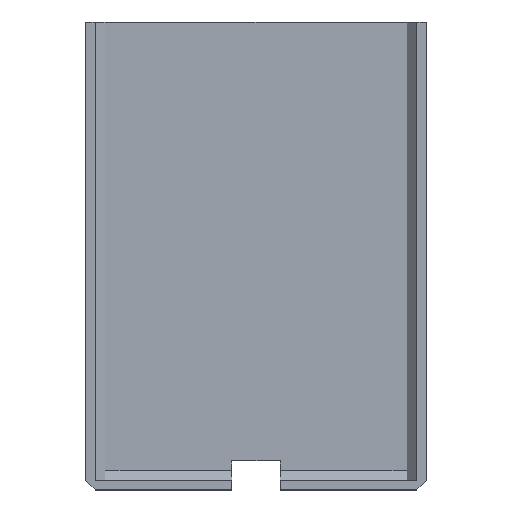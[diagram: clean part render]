
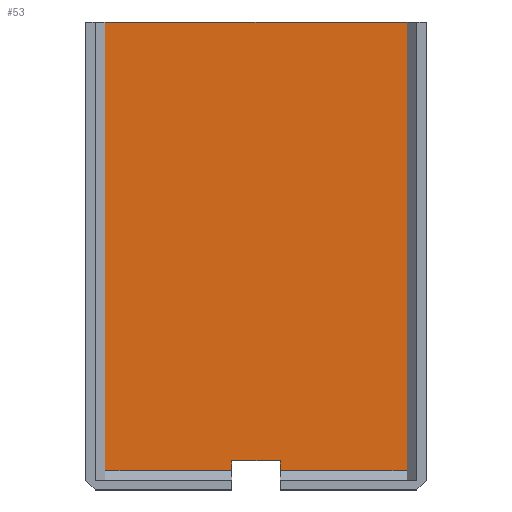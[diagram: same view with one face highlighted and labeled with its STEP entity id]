
A CAD part, top view. The second image highlights one B-rep face of the part: STEP entity #53.
In plain terms, the highlighted planar face has unit normal (0, 0, 1).
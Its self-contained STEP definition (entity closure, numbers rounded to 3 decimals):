
#53=ADVANCED_FACE('',(#221),#223,.T.);
#221=FACE_BOUND('',#222,.T.);
#222=EDGE_LOOP('',(#1216,#1217,#1218,#1219,#1220,#1221,#1222,#1223));
#223=PLANE('',#224);
#224=AXIS2_PLACEMENT_3D('',#225,#226,#227);
#225=CARTESIAN_POINT('',(0.,0.,2.));
#226=DIRECTION('',(0.,0.,1.));
#227=DIRECTION('',(-1.,0.,0.));
#1216=ORIENTED_EDGE('',*,*,#1882,.T.);
#1217=ORIENTED_EDGE('',*,*,#1863,.T.);
#1218=ORIENTED_EDGE('',*,*,#1883,.T.);
#1219=ORIENTED_EDGE('',*,*,#1884,.F.);
#1220=ORIENTED_EDGE('',*,*,#1885,.T.);
#1221=ORIENTED_EDGE('',*,*,#1865,.T.);
#1222=ORIENTED_EDGE('',*,*,#1886,.T.);
#1223=ORIENTED_EDGE('',*,*,#1887,.T.);
#1863=EDGE_CURVE('',#2194,#2199,#2201,.T.);
#1865=EDGE_CURVE('',#2205,#2203,#2206,.T.);
#1882=EDGE_CURVE('',#2236,#2194,#2237,.F.);
#1883=EDGE_CURVE('',#2199,#2238,#2239,.T.);
#1884=EDGE_CURVE('',#2240,#2238,#2241,.T.);
#1885=EDGE_CURVE('',#2240,#2205,#2242,.T.);
#1886=EDGE_CURVE('',#2203,#2243,#2244,.F.);
#1887=EDGE_CURVE('',#2243,#2236,#2245,.T.);
#2194=VERTEX_POINT('',#2746);
#2199=VERTEX_POINT('',#2755);
#2201=LINE('',#2759,#2760);
#2203=VERTEX_POINT('',#2763);
#2205=VERTEX_POINT('',#2767);
#2206=LINE('',#2768,#2769);
#2236=VERTEX_POINT('',#2832);
#2237=LINE('',#2833,#2834);
#2238=VERTEX_POINT('',#2836);
#2239=LINE('',#2837,#2838);
#2240=VERTEX_POINT('',#2840);
#2241=LINE('',#2841,#2842);
#2242=LINE('',#2844,#2845);
#2243=VERTEX_POINT('',#2847);
#2244=LINE('',#2848,#2849);
#2245=LINE('',#2851,#2852);
#2746=CARTESIAN_POINT('',(5.,-44.,2.));
#2755=CARTESIAN_POINT('',(31.,-44.,2.));
#2759=CARTESIAN_POINT('',(5.,-44.,2.));
#2760=VECTOR('',#2761,1.);
#2761=DIRECTION('',(1.,0.,0.));
#2763=CARTESIAN_POINT('',(-5.,-44.,2.));
#2767=CARTESIAN_POINT('',(-31.,-44.,2.));
#2768=CARTESIAN_POINT('',(-31.,-44.,2.));
#2769=VECTOR('',#2770,1.);
#2770=DIRECTION('',(1.,0.,0.));
#2832=CARTESIAN_POINT('',(5.,-42.,2.));
#2833=CARTESIAN_POINT('',(5.,-44.,2.));
#2834=VECTOR('',#2835,1.);
#2835=DIRECTION('',(0.,1.,0.));
#2836=CARTESIAN_POINT('',(31.,48.,2.));
#2837=CARTESIAN_POINT('',(31.,-44.,2.));
#2838=VECTOR('',#2839,1.);
#2839=DIRECTION('',(0.,1.,0.));
#2840=CARTESIAN_POINT('',(-31.,48.,2.));
#2841=CARTESIAN_POINT('',(-31.,48.,2.));
#2842=VECTOR('',#2843,1.);
#2843=DIRECTION('',(1.,0.,0.));
#2844=CARTESIAN_POINT('',(-31.,48.,2.));
#2845=VECTOR('',#2846,1.);
#2846=DIRECTION('',(0.,-1.,0.));
#2847=CARTESIAN_POINT('',(-5.,-42.,2.));
#2848=CARTESIAN_POINT('',(-5.,-42.,2.));
#2849=VECTOR('',#2850,1.);
#2850=DIRECTION('',(0.,-1.,0.));
#2851=CARTESIAN_POINT('',(-5.,-42.,2.));
#2852=VECTOR('',#2853,1.);
#2853=DIRECTION('',(1.,0.,0.));
